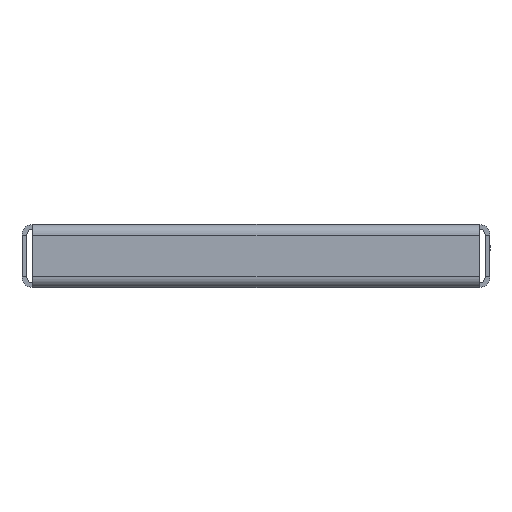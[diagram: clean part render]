
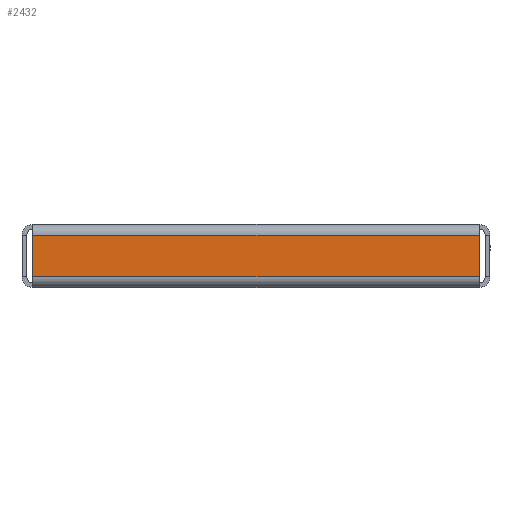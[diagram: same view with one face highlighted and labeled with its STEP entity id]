
A CAD part, front view. The second image highlights one B-rep face of the part: STEP entity #2432.
In plain terms, the highlighted planar face has unit normal (0, -1, 0).
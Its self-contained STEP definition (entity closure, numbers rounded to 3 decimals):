
#144 = LINE ( 'NONE', #3849, #4365 ) ;
#145 = DIRECTION ( 'NONE',  ( 0., 0., 1. ) ) ;
#323 = EDGE_CURVE ( 'NONE', #3440, #5232, #5212, .T. ) ;
#466 = EDGE_CURVE ( 'NONE', #3816, #1943, #144, .T. ) ;
#469 = VECTOR ( 'NONE', #1272, 1000. ) ;
#1064 = EDGE_CURVE ( 'NONE', #5232, #3816, #5945, .T. ) ;
#1082 = PLANE ( 'NONE',  #4885 ) ;
#1115 = DIRECTION ( 'NONE',  ( 0., 0., 1. ) ) ;
#1272 = DIRECTION ( 'NONE',  ( 0., 0., -1. ) ) ;
#1281 = DIRECTION ( 'NONE',  ( 1., 0., 0. ) ) ;
#1539 = CARTESIAN_POINT ( 'NONE',  ( 95.4, -4.6, -22.4 ) ) ;
#1635 = DIRECTION ( 'NONE',  ( 0., 1., 0. ) ) ;
#1831 = LINE ( 'NONE', #3241, #3411 ) ;
#1943 = VERTEX_POINT ( 'NONE', #3400 ) ;
#2271 = ORIENTED_EDGE ( 'NONE', *, *, #466, .T. ) ;
#2395 = VECTOR ( 'NONE', #1281, 1000. ) ;
#2432 = ADVANCED_FACE ( 'NONE', ( #4814 ), #1082, .F. ) ;
#2703 = EDGE_CURVE ( 'NONE', #3440, #1943, #1831, .T. ) ;
#3241 = CARTESIAN_POINT ( 'NONE',  ( 95.4, -4.6, -4.6 ) ) ;
#3256 = ORIENTED_EDGE ( 'NONE', *, *, #2703, .F. ) ;
#3400 = CARTESIAN_POINT ( 'NONE',  ( 95.4, -4.6, -4.6 ) ) ;
#3411 = VECTOR ( 'NONE', #4654, 1000. ) ;
#3440 = VERTEX_POINT ( 'NONE', #5226 ) ;
#3529 = CARTESIAN_POINT ( 'NONE',  ( -95.4, -4.6, -22.4 ) ) ;
#3816 = VERTEX_POINT ( 'NONE', #1539 ) ;
#3849 = CARTESIAN_POINT ( 'NONE',  ( 95.4, -4.6, 0. ) ) ;
#4365 = VECTOR ( 'NONE', #1115, 1000. ) ;
#4654 = DIRECTION ( 'NONE',  ( 1., 0., 0. ) ) ;
#4746 = CARTESIAN_POINT ( 'NONE',  ( -95.4, -4.6, 0. ) ) ;
#4814 = FACE_OUTER_BOUND ( 'NONE', #5608, .T. ) ;
#4885 = AXIS2_PLACEMENT_3D ( 'NONE', #5709, #1635, #145 ) ;
#5212 = LINE ( 'NONE', #4746, #469 ) ;
#5226 = CARTESIAN_POINT ( 'NONE',  ( -95.4, -4.6, -4.6 ) ) ;
#5232 = VERTEX_POINT ( 'NONE', #3529 ) ;
#5479 = CARTESIAN_POINT ( 'NONE',  ( -95.4, -4.6, -22.4 ) ) ;
#5536 = ORIENTED_EDGE ( 'NONE', *, *, #323, .T. ) ;
#5564 = ORIENTED_EDGE ( 'NONE', *, *, #1064, .T. ) ;
#5608 = EDGE_LOOP ( 'NONE', ( #5564, #2271, #3256, #5536 ) ) ;
#5709 = CARTESIAN_POINT ( 'NONE',  ( 0., -4.6, 0. ) ) ;
#5945 = LINE ( 'NONE', #5479, #2395 ) ;
